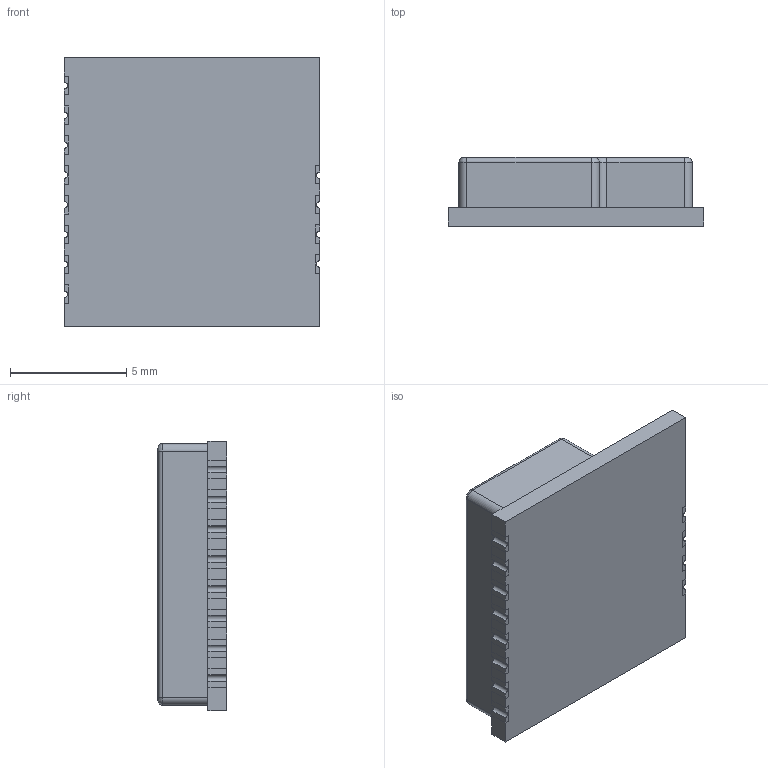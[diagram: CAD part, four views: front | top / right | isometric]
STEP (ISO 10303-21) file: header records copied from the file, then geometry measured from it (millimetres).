
FILE_DESCRIPTION(/* description */ (''),/* implementation_level */ '2;1');
FILE_NAME(/* name */ 'Wio-SX1262 Wireless Module without IPEX_.step',/* time_stamp */ '2025-05-26T13:35:33+05:30',/* author */ (''),/* organization */ (''),/* preprocessor_version */ 'ST-DEVELOPER v20.1',/* originating_system */ 'Autodesk Translation Framework v14.10.0.0',/* authorisation */ '');
FILE_SCHEMA (('AUTOMOTIVE_DESIGN { 1 0 10303 214 3 1 1 }'));
Length unit declared in the file: millimetre
Products named in the file (2): Wio-SX1262 Wireless Module without IPEX; Wio-SX1262
Assembly tree (1 placements, depth 2):
  Wio-SX1262 Wireless Module without IPEX
    Wio-SX1262
Bounding box: 11 x 2.97 x 11.6 mm (x, y, z)
Volume: 315 mm3; surface area: 782 mm2
Topology: 15 solids, 15 shells, 600 faces, 1596 edges, 1060 vertices
Faces by surface type: plane 332, bspline 237, cylinder 30, torus 1
Entity records: 19413 total; most frequent: CARTESIAN_POINT 5729, ORIENTED_EDGE 3192, DIRECTION 2078, EDGE_CURVE 1596, LINE 1066, VECTOR 1066, VERTEX_POINT 1060, EDGE_LOOP 634
